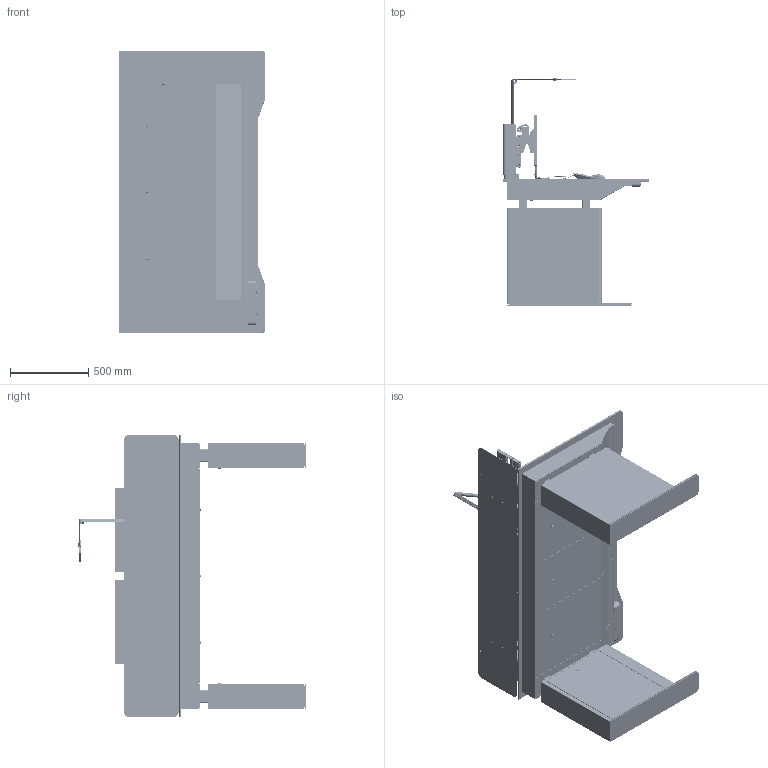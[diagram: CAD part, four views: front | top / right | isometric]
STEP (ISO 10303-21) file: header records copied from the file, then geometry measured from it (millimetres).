
FILE_DESCRIPTION (( 'STEP AP203' ), '1' );
FILE_NAME ('Ergo.Line S180-N.STEP', '2022-03-18T15:10:58', ( '' ), ( '' ), 'SwSTEP 2.0', 'SolidWorks 2020', '' );
FILE_SCHEMA (( 'CONFIG_CONTROL_DESIGN' ));
Length unit declared in the file: millimetre
Products named in the file (12): Ergo.Line S180-N; usb port r-N; NAD; MirrorErgo.Line S - Noga-N; NAD monitor; Ergo.Line S - Linak-N; usb port2 r-N; usb port2 r-N_MirrorDefault; Mis+tipk+k-N; Ergo.Line S - Noga-N; Ergo.Line S - Okvir_180-N; Ergo.Line S - Mizna plošèa-N
Assembly tree (13 placements, depth 2):
  Ergo.Line S180-N
    Ergo.Line S - Noga-N
    Ergo.Line S - Okvir_180-N
    MirrorErgo.Line S - Noga-N
    Ergo.Line S - Mizna plošèa-N
    Ergo.Line S - Linak-N
    Mis+tipk+k-N
    usb port r-N  x2
    usb port2 r-N
    usb port2 r-N_MirrorDefault
    NAD
    NAD monitor  x2
Bounding box: 939 x 1453.89 x 1800 mm (x, y, z)
Volume: 297006540.7 mm3; surface area: 16890777.6 mm2
Topology: 173 solids, 324 shells, 8496 faces, 22041 edges, 14267 vertices
Faces by surface type: plane 4393, cylinder 2508, bspline 1219, cone 140, torus 121, sphere 115
Full cylindrical faces by diameter (mm): 0.4 x1, 3.2 x8, 4 x4, 4.134 x5, 5 x48, 5.248 x1, 6.5 x5, 6.8 x4, 7 x44, 7.7 x4, 8 x14, 8.5 x12, 8.963 x1, 9.3 x4, 9.5 x32, 10.5 x9, 11 x6, 11.1 x1, 11.248 x1, 11.5 x1, 12.3 x5, 13 x2, 13.4 x1, 13.848 x2, 14 x9, 14.2 x1, 15 x2, 15.7 x1, 15.8 x2, 16 x8
Entity records: 349470 total; most frequent: CARTESIAN_POINT 172027, ORIENTED_EDGE 40300, DIRECTION 29776, EDGE_CURVE 20429, VERTEX_POINT 13428, LINE 10260, VECTOR 10260, AXIS2_PLACEMENT_3D 9758
